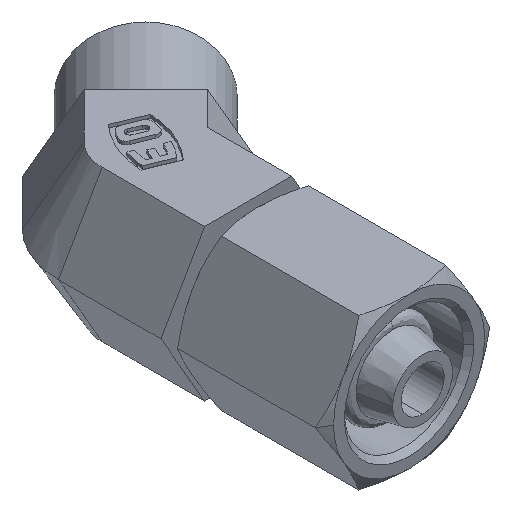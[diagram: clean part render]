
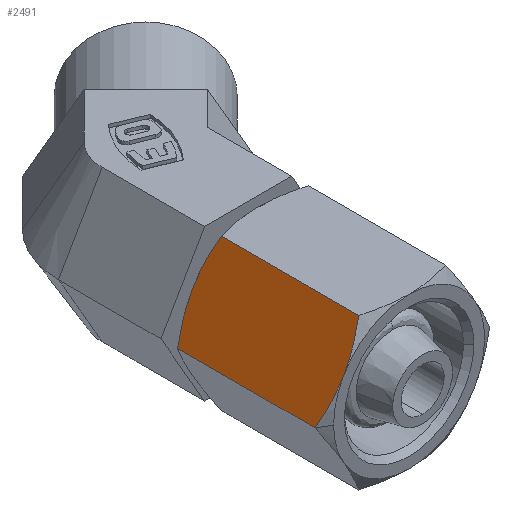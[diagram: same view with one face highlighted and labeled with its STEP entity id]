
A CAD part, isometric view. The second image highlights one B-rep face of the part: STEP entity #2491.
In plain terms, the highlighted planar face has unit normal (-0.866, 0, 0.5).
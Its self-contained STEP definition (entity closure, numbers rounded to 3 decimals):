
#78 = CARTESIAN_POINT ( 'NONE',  ( -7.753, -10.835, 0.572 ) ) ;
#172 = FACE_OUTER_BOUND ( 'NONE', #1795, .T. ) ;
#257 = DIRECTION ( 'NONE',  ( 0., 1., 0. ) ) ;
#283 = VERTEX_POINT ( 'NONE', #508 ) ;
#426 = CARTESIAN_POINT ( 'NONE',  ( -8.083, -23.775, 0. ) ) ;
#508 = CARTESIAN_POINT ( 'NONE',  ( -6.062, -10.4, 3.5 ) ) ;
#597 = B_SPLINE_CURVE_WITH_KNOTS ( 'NONE', 3,
 ( #1661, #1622, #2426, #1241, #2811, #426 ),
 .UNSPECIFIED., .F., .F.,
 ( 4, 2, 4 ),
 ( 0., 0.002, 0.004 ),
 .UNSPECIFIED. ) ;
#720 = VERTEX_POINT ( 'NONE', #1074 ) ;
#732 = CARTESIAN_POINT ( 'NONE',  ( -8.083, -11.025, 0. ) ) ;
#747 = DIRECTION ( 'NONE',  ( -0.5, 0., -0.866 ) ) ;
#800 = CARTESIAN_POINT ( 'NONE',  ( -4.041, -24.4, 7. ) ) ;
#902 = CARTESIAN_POINT ( 'NONE',  ( -8.083, -24.4, 0. ) ) ;
#910 = CARTESIAN_POINT ( 'NONE',  ( -6.747, -10.46, 2.313 ) ) ;
#999 = EDGE_CURVE ( 'NONE', #2382, #720, #1342, .T. ) ;
#1074 = CARTESIAN_POINT ( 'NONE',  ( -6.062, -24.4, 3.5 ) ) ;
#1082 = CARTESIAN_POINT ( 'NONE',  ( -5.717, -24.4, 4.097 ) ) ;
#1106 = CARTESIAN_POINT ( 'NONE',  ( -6.062, -24.4, 3.5 ) ) ;
#1116 = CARTESIAN_POINT ( 'NONE',  ( -4.704, -24.123, 5.852 ) ) ;
#1142 = CARTESIAN_POINT ( 'NONE',  ( -5.377, -24.34, 4.687 ) ) ;
#1182 = CARTESIAN_POINT ( 'NONE',  ( -6.062, -10.4, 3.5 ) ) ;
#1241 = CARTESIAN_POINT ( 'NONE',  ( -7.42, -24.123, 1.148 ) ) ;
#1251 = DIRECTION ( 'NONE',  ( 0., 1., 0. ) ) ;
#1286 = EDGE_CURVE ( 'NONE', #720, #2347, #597, .T. ) ;
#1342 = B_SPLINE_CURVE_WITH_KNOTS ( 'NONE', 3,
 ( #1400, #1570, #1116, #1142, #1082, #1106 ),
 .UNSPECIFIED., .F., .F.,
 ( 4, 2, 4 ),
 ( 0., 0.002, 0.004 ),
 .UNSPECIFIED. ) ;
#1353 = ORIENTED_EDGE ( 'NONE', *, *, #1286, .F. ) ;
#1400 = CARTESIAN_POINT ( 'NONE',  ( -4.041, -23.775, 7. ) ) ;
#1506 = EDGE_CURVE ( 'NONE', #2347, #2516, #1754, .T. ) ;
#1570 = CARTESIAN_POINT ( 'NONE',  ( -4.372, -23.965, 6.428 ) ) ;
#1622 = CARTESIAN_POINT ( 'NONE',  ( -6.407, -24.4, 2.903 ) ) ;
#1644 = B_SPLINE_CURVE_WITH_KNOTS ( 'NONE', 3,
 ( #3443, #78, #2627, #910, #2902, #1182 ),
 .UNSPECIFIED., .F., .F.,
 ( 4, 2, 4 ),
 ( 0., 0.002, 0.004 ),
 .UNSPECIFIED. ) ;
#1660 = VECTOR ( 'NONE', #1251, 1000. ) ;
#1661 = CARTESIAN_POINT ( 'NONE',  ( -6.062, -24.4, 3.5 ) ) ;
#1754 = LINE ( 'NONE', #902, #1660 ) ;
#1795 = EDGE_LOOP ( 'NONE', ( #2210, #3618, #1353, #2791, #3440, #1839 ) ) ;
#1823 = VECTOR ( 'NONE', #257, 1000. ) ;
#1839 = ORIENTED_EDGE ( 'NONE', *, *, #2521, .F. ) ;
#1871 = CARTESIAN_POINT ( 'NONE',  ( -5.717, -10.4, 4.097 ) ) ;
#1956 = DIRECTION ( 'NONE',  ( 0.866, 0., -0.5 ) ) ;
#1989 = B_SPLINE_CURVE_WITH_KNOTS ( 'NONE', 3,
 ( #2152, #1871, #2178, #2199, #2462, #2484 ),
 .UNSPECIFIED., .F., .F.,
 ( 4, 2, 4 ),
 ( 0., 0.002, 0.004 ),
 .UNSPECIFIED. ) ;
#2002 = CARTESIAN_POINT ( 'NONE',  ( -8.083, -23.775, 0. ) ) ;
#2152 = CARTESIAN_POINT ( 'NONE',  ( -6.062, -10.4, 3.5 ) ) ;
#2178 = CARTESIAN_POINT ( 'NONE',  ( -5.377, -10.46, 4.687 ) ) ;
#2179 = AXIS2_PLACEMENT_3D ( 'NONE', #2741, #1956, #747 ) ;
#2199 = CARTESIAN_POINT ( 'NONE',  ( -4.704, -10.677, 5.852 ) ) ;
#2210 = ORIENTED_EDGE ( 'NONE', *, *, #3083, .F. ) ;
#2347 = VERTEX_POINT ( 'NONE', #2002 ) ;
#2382 = VERTEX_POINT ( 'NONE', #3436 ) ;
#2426 = CARTESIAN_POINT ( 'NONE',  ( -6.747, -24.34, 2.313 ) ) ;
#2462 = CARTESIAN_POINT ( 'NONE',  ( -4.372, -10.835, 6.428 ) ) ;
#2484 = CARTESIAN_POINT ( 'NONE',  ( -4.041, -11.025, 7. ) ) ;
#2491 = ADVANCED_FACE ( 'NONE', ( #172 ), #2523, .F. ) ;
#2516 = VERTEX_POINT ( 'NONE', #732 ) ;
#2521 = EDGE_CURVE ( 'NONE', #283, #2812, #1989, .T. ) ;
#2523 = PLANE ( 'NONE',  #2179 ) ;
#2627 = CARTESIAN_POINT ( 'NONE',  ( -7.42, -10.677, 1.148 ) ) ;
#2741 = CARTESIAN_POINT ( 'NONE',  ( -8.083, -24.4, 0. ) ) ;
#2743 = CARTESIAN_POINT ( 'NONE',  ( -4.041, -11.025, 7. ) ) ;
#2791 = ORIENTED_EDGE ( 'NONE', *, *, #999, .F. ) ;
#2811 = CARTESIAN_POINT ( 'NONE',  ( -7.753, -23.965, 0.572 ) ) ;
#2812 = VERTEX_POINT ( 'NONE', #2743 ) ;
#2902 = CARTESIAN_POINT ( 'NONE',  ( -6.407, -10.4, 2.903 ) ) ;
#2910 = EDGE_CURVE ( 'NONE', #2382, #2812, #3334, .T. ) ;
#3083 = EDGE_CURVE ( 'NONE', #2516, #283, #1644, .T. ) ;
#3334 = LINE ( 'NONE', #800, #1823 ) ;
#3436 = CARTESIAN_POINT ( 'NONE',  ( -4.041, -23.775, 7. ) ) ;
#3440 = ORIENTED_EDGE ( 'NONE', *, *, #2910, .T. ) ;
#3443 = CARTESIAN_POINT ( 'NONE',  ( -8.083, -11.025, 0. ) ) ;
#3618 = ORIENTED_EDGE ( 'NONE', *, *, #1506, .F. ) ;
